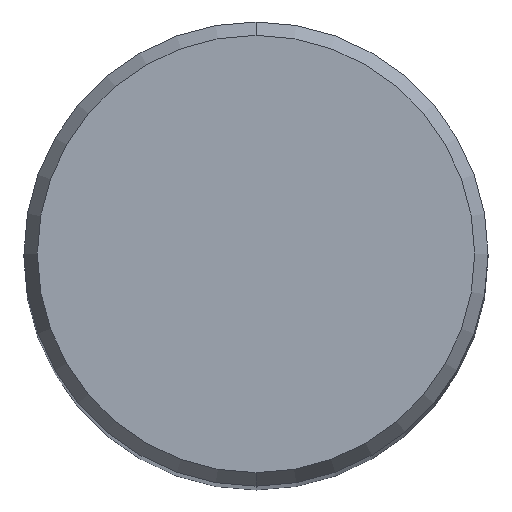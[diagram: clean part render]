
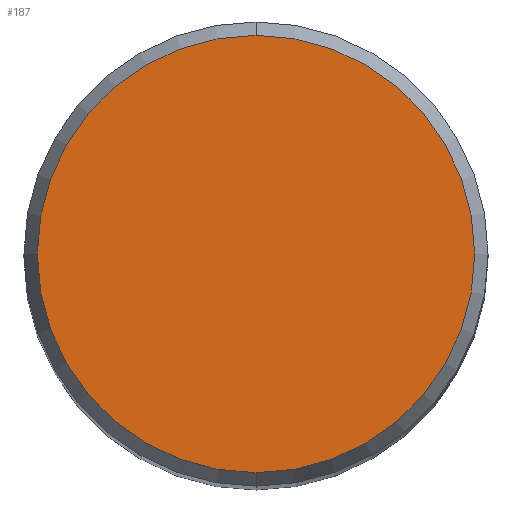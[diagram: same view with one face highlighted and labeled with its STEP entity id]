
A CAD part, top view. The second image highlights one B-rep face of the part: STEP entity #187.
In plain terms, the highlighted planar face has unit normal (0, 0, 1).
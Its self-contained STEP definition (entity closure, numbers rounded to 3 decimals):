
#133=EDGE_CURVE('',#177,#265,#352,.T.);
#177=VERTEX_POINT('',#400);
#179=EDGE_CURVE('',#265,#177,#402,.T.);
#187=ADVANCED_FACE('',(#411),#412,.T.);
#265=VERTEX_POINT('',#496);
#352=CIRCLE('',#592,7.479);
#400=CARTESIAN_POINT('',(0.,-7.479,0.0));
#402=CIRCLE('',#661,7.479);
#411=FACE_OUTER_BOUND('',#673,.T.);
#412=PLANE('',#674);
#496=CARTESIAN_POINT('',(0.0,7.479,0.0));
#592=AXIS2_PLACEMENT_3D('',#891,#892,#893);
#661=AXIS2_PLACEMENT_3D('',#949,#950,#951);
#673=EDGE_LOOP('',(#965,#966));
#674=AXIS2_PLACEMENT_3D('',#967,#968,#969);
#891=CARTESIAN_POINT('',(0.0,0.0,0.0));
#892=DIRECTION('',(0.0,0.0,-1.0));
#893=DIRECTION('',(0.0,1.0,0.0));
#949=CARTESIAN_POINT('',(0.0,0.0,0.0));
#950=DIRECTION('',(0.0,0.0,-1.0));
#951=DIRECTION('',(0.0,1.0,0.0));
#965=ORIENTED_EDGE('',*,*,#179,.F.);
#966=ORIENTED_EDGE('',*,*,#133,.F.);
#967=CARTESIAN_POINT('',(0.0,3.74,0.0));
#968=DIRECTION('',(-0.0,0.0,1.0));
#969=DIRECTION('',(0.0,-1.0,0.0));
